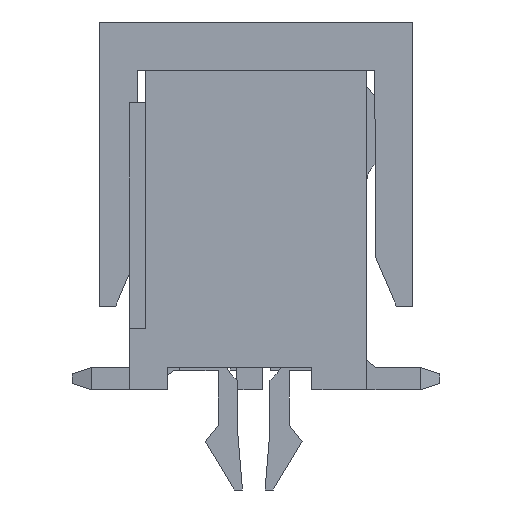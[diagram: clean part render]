
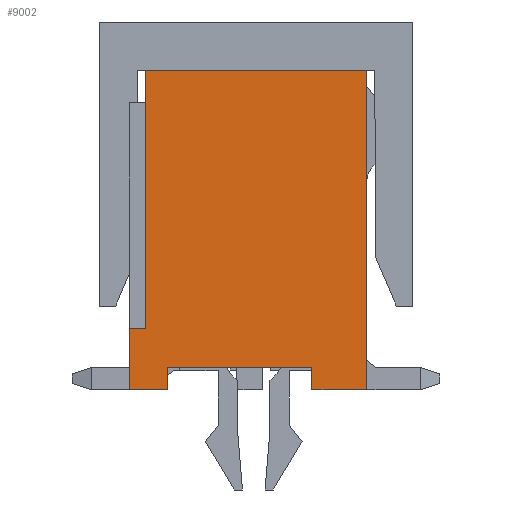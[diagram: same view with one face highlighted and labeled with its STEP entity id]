
A CAD part, left-side view. The second image highlights one B-rep face of the part: STEP entity #9002.
In plain terms, the highlighted planar face has unit normal (-1, 0, 0).
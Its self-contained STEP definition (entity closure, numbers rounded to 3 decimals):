
#1282=ORIENTED_EDGE('',*,*,#3641,.F.);
#1283=ORIENTED_EDGE('',*,*,#3642,.T.);
#1284=ORIENTED_EDGE('',*,*,#3493,.T.);
#1285=ORIENTED_EDGE('',*,*,#3437,.T.);
#1286=ORIENTED_EDGE('',*,*,#3430,.T.);
#1287=ORIENTED_EDGE('',*,*,#3633,.T.);
#1288=ORIENTED_EDGE('',*,*,#3572,.T.);
#1289=ORIENTED_EDGE('',*,*,#3643,.F.);
#1290=ORIENTED_EDGE('',*,*,#3644,.T.);
#1291=ORIENTED_EDGE('',*,*,#3547,.T.);
#3430=EDGE_CURVE('',#4594,#4593,#5584,.T.);
#3437=EDGE_CURVE('',#4600,#4594,#5591,.T.);
#3493=EDGE_CURVE('',#4650,#4600,#5647,.T.);
#3547=EDGE_CURVE('',#4699,#4698,#5701,.T.);
#3572=EDGE_CURVE('',#4718,#4717,#5726,.T.);
#3633=EDGE_CURVE('',#4593,#4718,#5787,.T.);
#3641=EDGE_CURVE('',#4776,#4698,#5795,.T.);
#3642=EDGE_CURVE('',#4776,#4650,#5796,.T.);
#3643=EDGE_CURVE('',#4777,#4717,#5797,.T.);
#3644=EDGE_CURVE('',#4777,#4699,#5798,.T.);
#4593=VERTEX_POINT('',#13393);
#4594=VERTEX_POINT('',#13395);
#4600=VERTEX_POINT('',#13409);
#4650=VERTEX_POINT('',#13517);
#4698=VERTEX_POINT('',#13625);
#4699=VERTEX_POINT('',#13627);
#4717=VERTEX_POINT('',#13670);
#4718=VERTEX_POINT('',#13672);
#4776=VERTEX_POINT('',#13802);
#4777=VERTEX_POINT('',#13805);
#5584=LINE('',#13394,#6832);
#5591=LINE('',#13408,#6839);
#5647=LINE('',#13520,#6895);
#5701=LINE('',#13626,#6949);
#5726=LINE('',#13671,#6974);
#5787=LINE('',#13790,#7035);
#5795=LINE('',#13801,#7043);
#5796=LINE('',#13803,#7044);
#5797=LINE('',#13804,#7045);
#5798=LINE('',#13806,#7046);
#6832=VECTOR('',#10794,1000.);
#6839=VECTOR('',#10803,1000.);
#6895=VECTOR('',#10867,1000.);
#6949=VECTOR('',#10931,1000.);
#6974=VECTOR('',#10958,1000.);
#7035=VECTOR('',#11021,1000.);
#7043=VECTOR('',#11033,1000.);
#7044=VECTOR('',#11034,1000.);
#7045=VECTOR('',#11035,1000.);
#7046=VECTOR('',#11036,1000.);
#7659=EDGE_LOOP('',(#1282,#1283,#1284,#1285,#1286,#1287,#1288,#1289,#1290,
#1291));
#8133=FACE_BOUND('',#7659,.T.);
#8590=PLANE('',#9521);
#9002=ADVANCED_FACE('',(#8133),#8590,.T.);
#9521=AXIS2_PLACEMENT_3D('',#13800,#11031,#11032);
#10794=DIRECTION('',(0.,0.,1.));
#10803=DIRECTION('',(0.,-1.,0.));
#10867=DIRECTION('',(0.,0.,-1.));
#10931=DIRECTION('',(0.,-1.,0.));
#10958=DIRECTION('',(0.,0.,-1.));
#11021=DIRECTION('',(0.,1.,0.));
#11031=DIRECTION('',(-1.,0.,0.));
#11032=DIRECTION('',(0.,0.,1.));
#11033=DIRECTION('',(0.,0.,-1.));
#11034=DIRECTION('',(0.,-1.,0.));
#11035=DIRECTION('',(0.,-1.,0.));
#11036=DIRECTION('',(0.,0.,-1.));
#13393=CARTESIAN_POINT('',(-12.35,-3.43,4.95));
#13394=CARTESIAN_POINT('',(-12.35,-3.43,-4.95));
#13395=CARTESIAN_POINT('',(-12.35,-3.43,-4.95));
#13408=CARTESIAN_POINT('',(-12.35,3.43,-4.95));
#13409=CARTESIAN_POINT('',(-12.35,-1.73,-4.95));
#13517=CARTESIAN_POINT('',(-12.35,-1.73,-4.25));
#13520=CARTESIAN_POINT('',(-12.35,-1.73,-3.95));
#13625=CARTESIAN_POINT('',(-12.35,2.73,-4.95));
#13626=CARTESIAN_POINT('',(-12.35,3.43,-4.95));
#13627=CARTESIAN_POINT('',(-12.35,3.93,-4.95));
#13670=CARTESIAN_POINT('',(-12.35,3.43,-3.05));
#13671=CARTESIAN_POINT('',(-12.35,3.43,4.95));
#13672=CARTESIAN_POINT('',(-12.35,3.43,4.95));
#13790=CARTESIAN_POINT('',(-12.35,-3.43,4.95));
#13800=CARTESIAN_POINT('',(-12.35,0.,0.));
#13801=CARTESIAN_POINT('',(-12.35,2.73,-3.95));
#13802=CARTESIAN_POINT('',(-12.35,2.73,-4.25));
#13803=CARTESIAN_POINT('',(-12.35,2.73,-4.25));
#13804=CARTESIAN_POINT('',(-12.35,3.93,-3.05));
#13805=CARTESIAN_POINT('',(-12.35,3.93,-3.05));
#13806=CARTESIAN_POINT('',(-12.35,3.93,-3.05));
